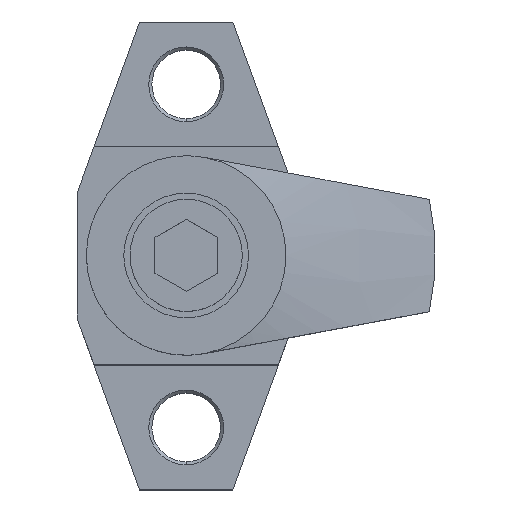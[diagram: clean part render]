
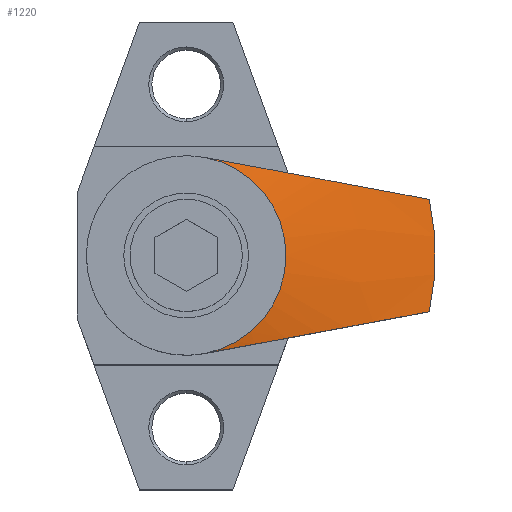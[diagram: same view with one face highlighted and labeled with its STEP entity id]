
A CAD part, top view. The second image highlights one B-rep face of the part: STEP entity #1220.
In plain terms, the highlighted conical face has half-angle 75.964 degrees and reference radius 40 mm.
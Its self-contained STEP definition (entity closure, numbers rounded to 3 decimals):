
#28 = DIRECTION ( 'NONE',  ( 0., 0., 1. ) ) ;
#39 = CARTESIAN_POINT ( 'NONE',  ( 4.467, -15.443, 55. ) ) ;
#73 = VERTEX_POINT ( 'NONE', #400 ) ;
#74 = CARTESIAN_POINT ( 'NONE',  ( 38.974, -9., 49. ) ) ;
#169 = CARTESIAN_POINT ( 'NONE',  ( 27.063, -11.224, 51.685 ) ) ;
#231 = CARTESIAN_POINT ( 'NONE',  ( 5.991, 15.158, 54.942 ) ) ;
#248 = CARTESIAN_POINT ( 'NONE',  ( 0., 0., 49. ) ) ;
#250 = CARTESIAN_POINT ( 'NONE',  ( 38.974, -9., 49. ) ) ;
#260 = ORIENTED_EDGE ( 'NONE', *, *, #1954, .T. ) ;
#347 = CARTESIAN_POINT ( 'NONE',  ( 19.581, -12.621, 53.181 ) ) ;
#350 = ORIENTED_EDGE ( 'NONE', *, *, #359, .F. ) ;
#359 = EDGE_CURVE ( 'NONE', #806, #73, #1401, .T. ) ;
#400 = CARTESIAN_POINT ( 'NONE',  ( 38.974, 9., 49. ) ) ;
#431 = CARTESIAN_POINT ( 'NONE',  ( 19.581, 12.621, 53.181 ) ) ;
#553 = DIRECTION ( 'NONE',  ( 1., 0., 0. ) ) ;
#562 = CARTESIAN_POINT ( 'NONE',  ( 10.543, -14.308, 54.569 ) ) ;
#572 = CARTESIAN_POINT ( 'NONE',  ( 18.078, -12.901, 53.455 ) ) ;
#604 = CARTESIAN_POINT ( 'NONE',  ( 18.078, 12.901, 53.455 ) ) ;
#621 = CARTESIAN_POINT ( 'NONE',  ( 2.936, 15.728, 55. ) ) ;
#625 = CARTESIAN_POINT ( 'NONE',  ( 33.025, 10.111, 50.374 ) ) ;
#630 = EDGE_CURVE ( 'NONE', #2016, #806, #1068, .T. ) ;
#784 = CIRCLE ( 'NONE', #1641, 40. ) ;
#801 = CARTESIAN_POINT ( 'NONE',  ( 24.077, 11.781, 52.317 ) ) ;
#806 = VERTEX_POINT ( 'NONE', #621 ) ;
#833 = ORIENTED_EDGE ( 'NONE', *, *, #630, .F. ) ;
#836 = EDGE_LOOP ( 'NONE', ( #833, #2109, #260, #350 ) ) ;
#877 = CARTESIAN_POINT ( 'NONE',  ( 33.025, -10.111, 50.374 ) ) ;
#896 = CARTESIAN_POINT ( 'NONE',  ( 2.936, -15.728, 55. ) ) ;
#921 = AXIS2_PLACEMENT_3D ( 'NONE', #248, #954, #1664 ) ;
#936 = CARTESIAN_POINT ( 'NONE',  ( 9.029, 14.591, 54.726 ) ) ;
#954 = DIRECTION ( 'NONE',  ( 0., 0., -1. ) ) ;
#998 = AXIS2_PLACEMENT_3D ( 'NONE', #2133, #1983, #553 ) ;
#1048 = CARTESIAN_POINT ( 'NONE',  ( 24.077, -11.781, 52.317 ) ) ;
#1068 = CIRCLE ( 'NONE', #998, 16. ) ;
#1082 = CARTESIAN_POINT ( 'NONE',  ( 0., 0., 49. ) ) ;
#1089 = CARTESIAN_POINT ( 'NONE',  ( 13.563, -13.744, 54.184 ) ) ;
#1107 = CARTESIAN_POINT ( 'NONE',  ( 4.467, 15.443, 55. ) ) ;
#1109 = VERTEX_POINT ( 'NONE', #74 ) ;
#1135 = CARTESIAN_POINT ( 'NONE',  ( 13.563, 13.744, 54.184 ) ) ;
#1172 = CARTESIAN_POINT ( 'NONE',  ( 10.543, 14.308, 54.569 ) ) ;
#1220 = ADVANCED_FACE ( 'NONE', ( #1302 ), #1438, .T. ) ;
#1302 = FACE_OUTER_BOUND ( 'NONE', #836, .T. ) ;
#1401 = B_SPLINE_CURVE_WITH_KNOTS ( 'NONE', 3,
 ( #1817, #1107, #231, #936, #1172, #1135, #1854, #604, #431, #801, #1699, #625, #1842, #1689 ),
 .UNSPECIFIED., .F., .F.,
 ( 4, 2, 2, 2, 2, 2, 4 ),
 ( 0., 0.005, 0.009, 0.014, 0.019, 0.028, 0.037 ),
 .UNSPECIFIED. ) ;
#1435 = DIRECTION ( 'NONE',  ( 1., 0., 0. ) ) ;
#1438 = CONICAL_SURFACE ( 'NONE', #921, 40., 1.326 ) ;
#1452 = CARTESIAN_POINT ( 'NONE',  ( 9.029, -14.591, 54.726 ) ) ;
#1463 = CARTESIAN_POINT ( 'NONE',  ( 2.936, -15.728, 55. ) ) ;
#1473 = CARTESIAN_POINT ( 'NONE',  ( 36.001, -9.555, 49.693 ) ) ;
#1598 = B_SPLINE_CURVE_WITH_KNOTS ( 'NONE', 3,
 ( #896, #39, #2142, #1452, #562, #1089, #2154, #572, #347, #1048, #169, #877, #1473, #250 ),
 .UNSPECIFIED., .F., .F.,
 ( 4, 2, 2, 2, 2, 2, 4 ),
 ( 0., 0.005, 0.009, 0.014, 0.019, 0.028, 0.037 ),
 .UNSPECIFIED. ) ;
#1641 = AXIS2_PLACEMENT_3D ( 'NONE', #1082, #28, #1435 ) ;
#1664 = DIRECTION ( 'NONE',  ( -1., 0., 0. ) ) ;
#1689 = CARTESIAN_POINT ( 'NONE',  ( 38.974, 9., 49. ) ) ;
#1699 = CARTESIAN_POINT ( 'NONE',  ( 27.063, 11.224, 51.685 ) ) ;
#1817 = CARTESIAN_POINT ( 'NONE',  ( 2.936, 15.728, 55. ) ) ;
#1842 = CARTESIAN_POINT ( 'NONE',  ( 36.001, 9.555, 49.693 ) ) ;
#1854 = CARTESIAN_POINT ( 'NONE',  ( 15.07, 13.463, 53.956 ) ) ;
#1954 = EDGE_CURVE ( 'NONE', #1109, #73, #784, .T. ) ;
#1971 = EDGE_CURVE ( 'NONE', #2016, #1109, #1598, .T. ) ;
#1983 = DIRECTION ( 'NONE',  ( 0., 0., 1. ) ) ;
#2016 = VERTEX_POINT ( 'NONE', #1463 ) ;
#2109 = ORIENTED_EDGE ( 'NONE', *, *, #1971, .T. ) ;
#2133 = CARTESIAN_POINT ( 'NONE',  ( 0., 0., 55. ) ) ;
#2142 = CARTESIAN_POINT ( 'NONE',  ( 5.991, -15.158, 54.942 ) ) ;
#2154 = CARTESIAN_POINT ( 'NONE',  ( 15.07, -13.463, 53.956 ) ) ;
